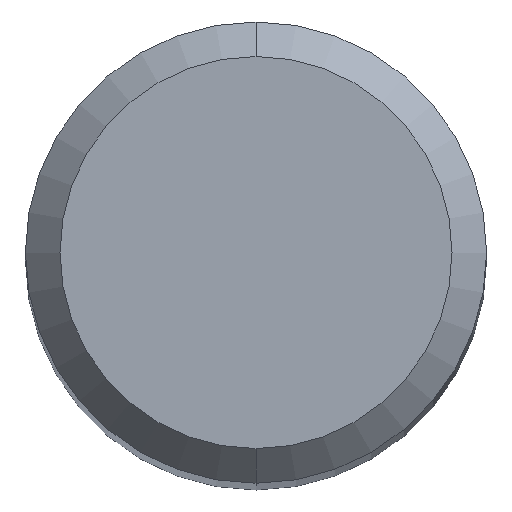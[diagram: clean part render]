
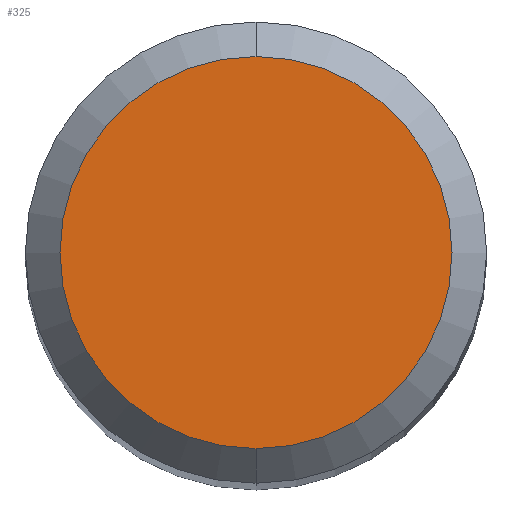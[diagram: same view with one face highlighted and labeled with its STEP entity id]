
A CAD part, top view. The second image highlights one B-rep face of the part: STEP entity #325.
In plain terms, the highlighted planar face has unit normal (0, 0, 1).
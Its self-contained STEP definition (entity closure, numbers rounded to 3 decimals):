
#183=VERTEX_POINT('',#491);
#219=EDGE_CURVE('',#413,#183,#531,.T.);
#281=EDGE_CURVE('',#183,#413,#599,.T.);
#325=ADVANCED_FACE('',(#647),#648,.T.);
#413=VERTEX_POINT('',#748);
#491=CARTESIAN_POINT('',(0.0,1.7,0.0));
#531=CIRCLE('',#910,1.7);
#599=CIRCLE('',#1023,1.7);
#647=FACE_OUTER_BOUND('',#1089,.T.);
#648=PLANE('',#1090);
#748=CARTESIAN_POINT('',(0.,-1.7,0.0));
#910=AXIS2_PLACEMENT_3D('',#1502,#1503,#1504);
#1023=AXIS2_PLACEMENT_3D('',#1586,#1587,#1588);
#1089=EDGE_LOOP('',(#1636,#1637));
#1090=AXIS2_PLACEMENT_3D('',#1638,#1639,#1640);
#1502=CARTESIAN_POINT('',(0.0,0.0,0.0));
#1503=DIRECTION('',(0.0,0.0,-1.0));
#1504=DIRECTION('',(0.0,1.0,0.0));
#1586=CARTESIAN_POINT('',(0.0,0.0,0.0));
#1587=DIRECTION('',(0.0,0.0,-1.0));
#1588=DIRECTION('',(0.0,1.0,0.0));
#1636=ORIENTED_EDGE('',*,*,#281,.F.);
#1637=ORIENTED_EDGE('',*,*,#219,.F.);
#1638=CARTESIAN_POINT('',(0.0,0.85,0.0));
#1639=DIRECTION('',(-0.0,0.0,1.0));
#1640=DIRECTION('',(0.0,-1.0,0.0));
